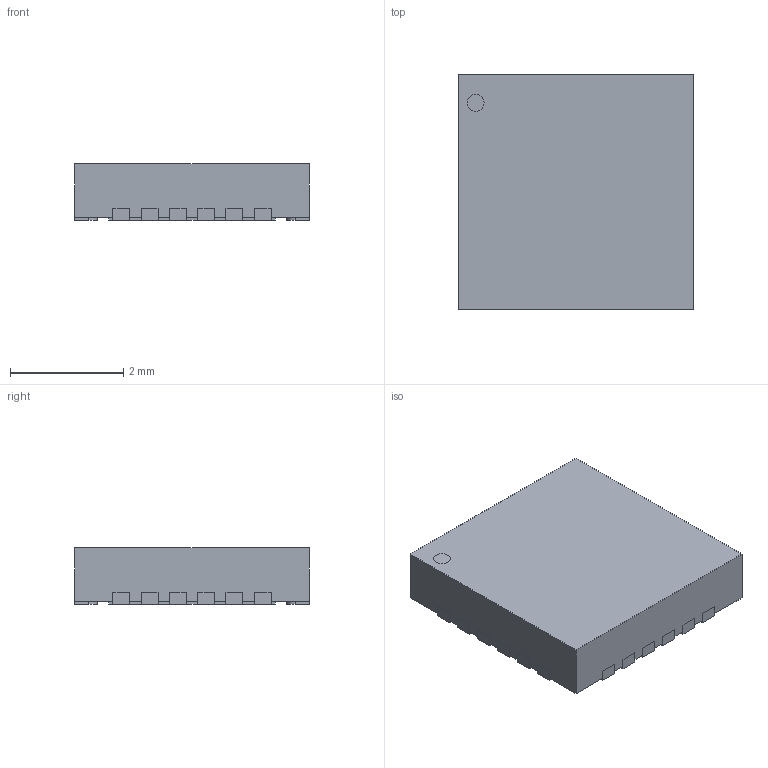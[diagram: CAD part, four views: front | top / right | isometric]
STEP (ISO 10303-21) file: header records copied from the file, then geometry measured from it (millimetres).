
FILE_DESCRIPTION((''),'2;1');
FILE_NAME('QFN50P400X400X100-25N-S295.stp','2011-01-20T11:51:52',(''),(''),'Mechanical Desktop 2011','Mechanical Desktop 2011',', , ');
FILE_SCHEMA(('AUTOMOTIVE_DESIGN { 1 2 10303 214 1 1 1 1 }'));
Length unit declared in the file: millimetre
Products named in the file (1): Product
Bounding box: 4.15 x 4.15 x 1 mm (x, y, z)
Volume: 16.9 mm3; surface area: 82.4 mm2
Topology: 27 solids, 27 shells, 259 faces, 612 edges, 408 vertices
Faces by surface type: bspline 126, plane 105, cylinder 28
Entity records: 7736 total; most frequent: CARTESIAN_POINT 1994, ORIENTED_EDGE 1224, DIRECTION 984, EDGE_CURVE 612, VECTOR 508, LINE 508, VERTEX_POINT 408, EDGE_LOOP 260
